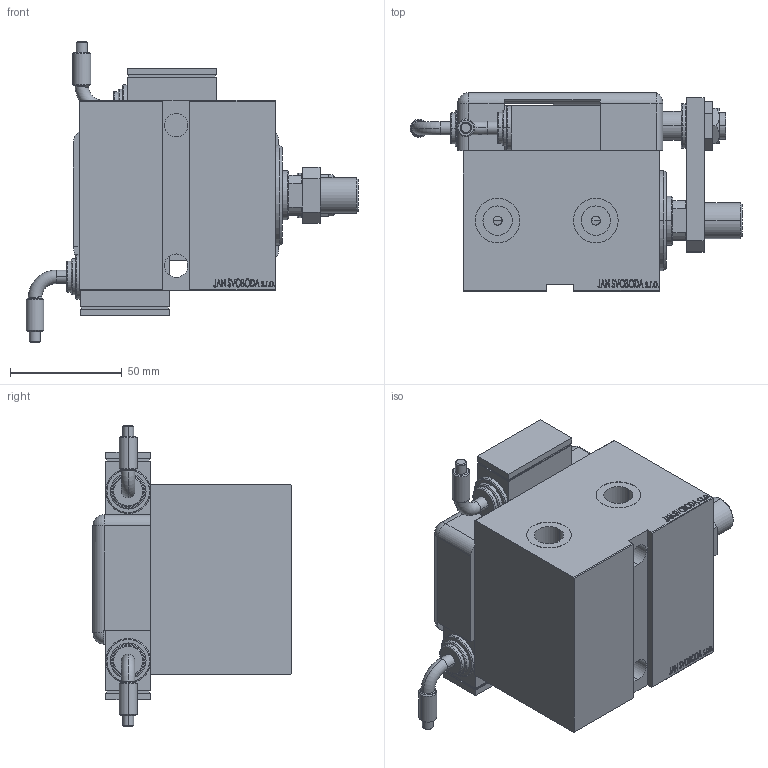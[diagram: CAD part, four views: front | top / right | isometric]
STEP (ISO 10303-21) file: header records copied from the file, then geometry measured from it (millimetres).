
FILE_DESCRIPTION (( 'STEP AP203' ), '1' );
FILE_NAME ('079a.STEP', '2024-02-11T09:32:20', ( '' ), ( '' ), 'SwSTEP 2.0', 'SolidWorks 2019', '' );
FILE_SCHEMA (( 'CONFIG_CONTROL_DESIGN' ));
Length unit declared in the file: millimetre
Products named in the file (14): V450CM_VC_B 5e9cf7ab8cca34c326dea1b34e639fd6; MAGNETIC SWITCH Q 5e9cf7ab8cca34c326dea1b34e639fd6; NUT_D19 5e9cf7ab8cca34c326dea1b34e639fd6; SWITCH Q 5e9cf7ab8cca34c326dea1b34e639fd6; V450CM_MALE_METRIC 5e9cf7ab8cca34c326dea1b34e639fd6; V450CM_E_VCP 5e9cf7ab8cca34c326dea1b34e639fd6; V450CM_E_Body 5e9cf7ab8cca34c326dea1b34e639fd6; SWITCH_Q_FRONT_BACK 5e9cf7ab8cca34c326dea1b34e639fd6; SWITCH DIM A_G 5e9cf7ab8cca34c326dea1b34e639fd6; TYC 5e9cf7ab8cca34c326dea1b34e639fd6; KRYT 5e9cf7ab8cca34c326dea1b34e639fd6; ZARAZKA_Q 5e9cf7ab8cca34c326dea1b34e639fd6; 079a; NUT_D13 5e9cf7ab8cca34c326dea1b34e639fd6
Assembly tree (14 placements, depth 3):
  079a
    V450CM_E_Body 5e9cf7ab8cca34c326dea1b34e639fd6
    V450CM_E_VCP 5e9cf7ab8cca34c326dea1b34e639fd6
    V450CM_VC_B 5e9cf7ab8cca34c326dea1b34e639fd6
    V450CM_MALE_METRIC 5e9cf7ab8cca34c326dea1b34e639fd6
    MAGNETIC SWITCH Q 5e9cf7ab8cca34c326dea1b34e639fd6
      SWITCH_Q_FRONT_BACK 5e9cf7ab8cca34c326dea1b34e639fd6
      TYC 5e9cf7ab8cca34c326dea1b34e639fd6
      ZARAZKA_Q 5e9cf7ab8cca34c326dea1b34e639fd6
      SWITCH DIM A_G 5e9cf7ab8cca34c326dea1b34e639fd6
      NUT_D19 5e9cf7ab8cca34c326dea1b34e639fd6
      NUT_D13 5e9cf7ab8cca34c326dea1b34e639fd6
      KRYT 5e9cf7ab8cca34c326dea1b34e639fd6
      SWITCH Q 5e9cf7ab8cca34c326dea1b34e639fd6  x2
Bounding box: 148.76 x 88.8 x 135.01 mm (x, y, z)
Volume: 578364.6 mm3; surface area: 124990.2 mm2
Topology: 14 solids, 14 shells, 1272 faces, 3218 edges, 2117 vertices
Faces by surface type: plane 622, bspline 475, cylinder 111, cone 38, torus 24, sphere 2
Entity records: 60673 total; most frequent: CARTESIAN_POINT 32764, ORIENTED_EDGE 6180, DIRECTION 3908, EDGE_CURVE 3090, VERTEX_POINT 2040, VECTOR 1846, LINE 1846, EDGE_LOOP 1384
